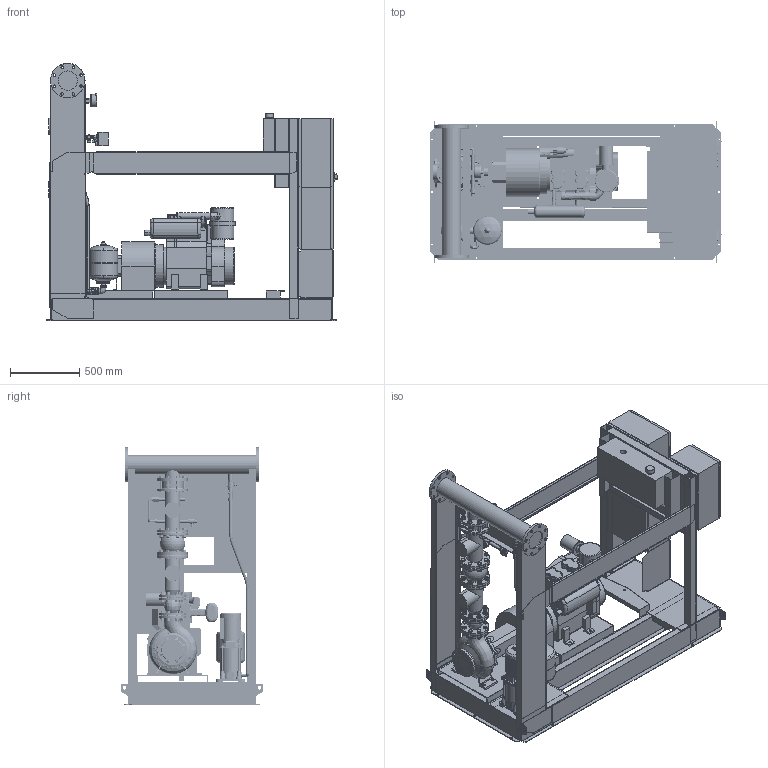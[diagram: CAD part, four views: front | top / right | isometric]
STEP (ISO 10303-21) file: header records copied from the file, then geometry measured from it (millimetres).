
FILE_DESCRIPTION((''),'2;1');
FILE_NAME('3d_Sifire-EN-80_200-192R-31.5_0.75DJ-4183896.stp','2015-05-26T10:18:51',(''),(''),'Mechanical Desktop 2009','Mechanical Desktop 2009',', , ');
FILE_SCHEMA(('CONFIG_CONTROL_DESIGN'));
Length unit declared in the file: millimetre
Products named in the file (1): Product
Bounding box: 2105.5 x 1026 x 1860 mm (x, y, z)
Volume: 357010621.4 mm3; surface area: 28856829.1 mm2
Topology: 219 solids, 219 shells, 4980 faces, 11962 edges, 7526 vertices
Faces by surface type: bspline 1864, plane 1623, cylinder 817, cone 556, torus 96, sphere 24
Entity records: 160974 total; most frequent: CARTESIAN_POINT 53202, ORIENTED_EDGE 23868, DIRECTION 20163, EDGE_CURVE 11934, VERTEX_POINT 7523, AXIS2_PLACEMENT_3D 6924, VECTOR 6315, LINE 6315
